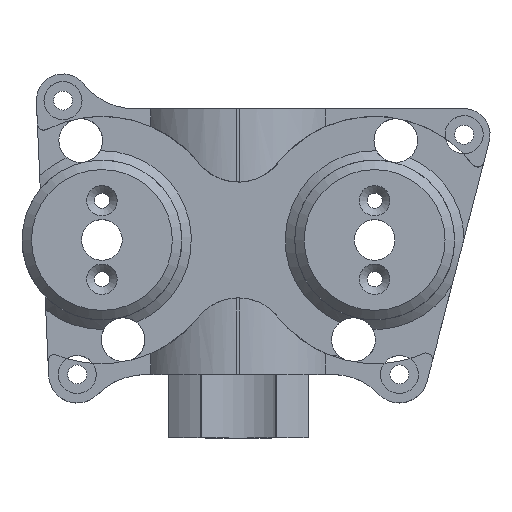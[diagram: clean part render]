
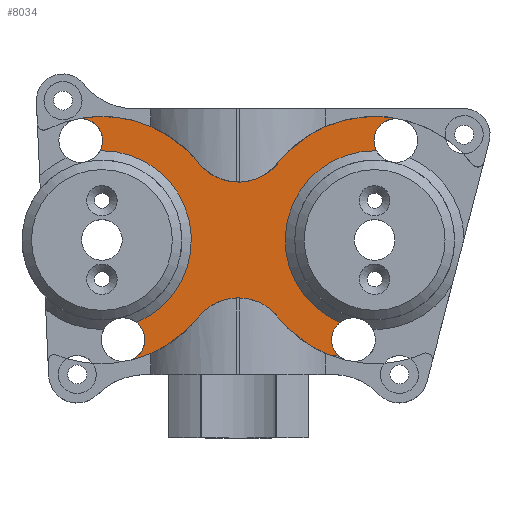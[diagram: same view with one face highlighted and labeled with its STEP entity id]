
A CAD part, top view. The second image highlights one B-rep face of the part: STEP entity #8034.
In plain terms, the highlighted planar face has unit normal (0, 0, 1).
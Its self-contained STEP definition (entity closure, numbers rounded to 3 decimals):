
#454=PLANE('',#8394);
#862=FACE_OUTER_BOUND('',#1329,.T.);
#1329=EDGE_LOOP('',(#7411,#7412,#7413,#7414,#7415,#7416,#7417,#7418,#7419,
#7420,#7421,#7422,#7423,#7424));
#3022=CIRCLE('',#8244,14.1);
#3023=CIRCLE('',#8246,14.1);
#3033=CIRCLE('',#8273,19.5);
#3034=CIRCLE('',#8275,8.);
#3037=CIRCLE('',#8279,19.5);
#3044=CIRCLE('',#8289,19.5);
#3046=CIRCLE('',#8292,8.);
#3048=CIRCLE('',#8295,19.5);
#3090=CIRCLE('',#8368,3.45);
#3094=CIRCLE('',#8376,3.45);
#3095=CIRCLE('',#8377,3.45);
#3097=CIRCLE('',#8380,3.45);
#3101=CIRCLE('',#8388,3.45);
#3103=CIRCLE('',#8390,3.45);
#3725=VERTEX_POINT('',#15235);
#3728=VERTEX_POINT('',#15246);
#3729=VERTEX_POINT('',#15255);
#3730=VERTEX_POINT('',#15266);
#3731=VERTEX_POINT('',#15275);
#3783=VERTEX_POINT('',#15891);
#3784=VERTEX_POINT('',#15896);
#3789=VERTEX_POINT('',#15917);
#3831=VERTEX_POINT('',#16456);
#3832=VERTEX_POINT('',#16458);
#3834=VERTEX_POINT('',#16464);
#3836=VERTEX_POINT('',#16470);
#3913=VERTEX_POINT('',#16861);
#3917=VERTEX_POINT('',#16881);
#4816=EDGE_CURVE('',#3728,#3729,#3022,.T.);
#4819=EDGE_CURVE('',#3730,#3731,#3023,.T.);
#4902=EDGE_CURVE('',#3725,#3783,#3033,.T.);
#4905=EDGE_CURVE('',#3783,#3784,#3034,.T.);
#4911=EDGE_CURVE('',#3784,#3789,#3037,.T.);
#4970=EDGE_CURVE('',#3832,#3831,#3044,.T.);
#4974=EDGE_CURVE('',#3831,#3834,#3046,.T.);
#4977=EDGE_CURVE('',#3834,#3836,#3048,.T.);
#5093=EDGE_CURVE('',#3730,#3832,#3090,.T.);
#5100=EDGE_CURVE('',#3728,#3913,#3094,.T.);
#5101=EDGE_CURVE('',#3913,#3725,#3095,.T.);
#5104=EDGE_CURVE('',#3789,#3731,#3097,.T.);
#5111=EDGE_CURVE('',#3836,#3917,#3101,.T.);
#5113=EDGE_CURVE('',#3917,#3729,#3103,.T.);
#7411=ORIENTED_EDGE('',*,*,#4816,.F.);
#7412=ORIENTED_EDGE('',*,*,#5100,.T.);
#7413=ORIENTED_EDGE('',*,*,#5101,.T.);
#7414=ORIENTED_EDGE('',*,*,#4902,.T.);
#7415=ORIENTED_EDGE('',*,*,#4905,.T.);
#7416=ORIENTED_EDGE('',*,*,#4911,.T.);
#7417=ORIENTED_EDGE('',*,*,#5104,.T.);
#7418=ORIENTED_EDGE('',*,*,#4819,.F.);
#7419=ORIENTED_EDGE('',*,*,#5093,.T.);
#7420=ORIENTED_EDGE('',*,*,#4970,.T.);
#7421=ORIENTED_EDGE('',*,*,#4974,.T.);
#7422=ORIENTED_EDGE('',*,*,#4977,.T.);
#7423=ORIENTED_EDGE('',*,*,#5111,.T.);
#7424=ORIENTED_EDGE('',*,*,#5113,.T.);
#8034=ADVANCED_FACE('',(#862),#454,.T.);
#8244=AXIS2_PLACEMENT_3D('',#15256,#9133,#9134);
#8246=AXIS2_PLACEMENT_3D('',#15276,#9137,#9138);
#8273=AXIS2_PLACEMENT_3D('',#15893,#9225,#9226);
#8275=AXIS2_PLACEMENT_3D('',#15898,#9231,#9232);
#8279=AXIS2_PLACEMENT_3D('',#15919,#9241,#9242);
#8289=AXIS2_PLACEMENT_3D('',#16459,#9282,#9283);
#8292=AXIS2_PLACEMENT_3D('',#16466,#9290,#9291);
#8295=AXIS2_PLACEMENT_3D('',#16472,#9297,#9298);
#8368=AXIS2_PLACEMENT_3D('',#16849,#9508,#9509);
#8376=AXIS2_PLACEMENT_3D('',#16863,#9527,#9528);
#8377=AXIS2_PLACEMENT_3D('',#16864,#9529,#9530);
#8380=AXIS2_PLACEMENT_3D('',#16869,#9536,#9537);
#8388=AXIS2_PLACEMENT_3D('',#16883,#9555,#9556);
#8390=AXIS2_PLACEMENT_3D('',#16885,#9559,#9560);
#8394=AXIS2_PLACEMENT_3D('',#16890,#9568,#9569);
#9133=DIRECTION('center_axis',(0.,0.,1.));
#9134=DIRECTION('ref_axis',(-1.,0.,0.));
#9137=DIRECTION('center_axis',(0.,0.,1.));
#9138=DIRECTION('ref_axis',(1.,0.,0.));
#9225=DIRECTION('center_axis',(0.,0.,1.));
#9226=DIRECTION('ref_axis',(1.,0.,0.));
#9231=DIRECTION('center_axis',(0.,0.,-1.));
#9232=DIRECTION('ref_axis',(-0.782,-0.624,0.));
#9241=DIRECTION('center_axis',(0.,0.,1.));
#9242=DIRECTION('ref_axis',(1.,0.,0.));
#9282=DIRECTION('center_axis',(0.,0.,1.));
#9283=DIRECTION('ref_axis',(1.,0.,0.));
#9290=DIRECTION('center_axis',(0.,0.,-1.));
#9291=DIRECTION('ref_axis',(0.782,0.624,0.));
#9297=DIRECTION('center_axis',(0.,0.,1.));
#9298=DIRECTION('ref_axis',(1.,0.,0.));
#9508=DIRECTION('center_axis',(0.,0.,-1.));
#9509=DIRECTION('ref_axis',(1.,0.,0.));
#9527=DIRECTION('center_axis',(0.,0.,-1.));
#9528=DIRECTION('ref_axis',(1.,0.,0.));
#9529=DIRECTION('center_axis',(0.,0.,-1.));
#9530=DIRECTION('ref_axis',(1.,0.,0.));
#9536=DIRECTION('center_axis',(0.,0.,-1.));
#9537=DIRECTION('ref_axis',(1.,0.,0.));
#9555=DIRECTION('center_axis',(0.,0.,-1.));
#9556=DIRECTION('ref_axis',(1.,0.,0.));
#9559=DIRECTION('center_axis',(0.,0.,-1.));
#9560=DIRECTION('ref_axis',(1.,0.,0.));
#9568=DIRECTION('center_axis',(0.,0.,1.));
#9569=DIRECTION('ref_axis',(1.,0.,0.));
#15235=CARTESIAN_POINT('',(25.554,19.074,4.));
#15246=CARTESIAN_POINT('',(21.782,14.097,4.));
#15255=CARTESIAN_POINT('',(16.023,-12.993,4.));
#15256=CARTESIAN_POINT('Origin',(21.5,0.,4.));
#15266=CARTESIAN_POINT('',(-16.023,-12.993,4.));
#15275=CARTESIAN_POINT('',(-21.782,14.097,4.));
#15276=CARTESIAN_POINT('Origin',(-21.5,0.,4.));
#15891=CARTESIAN_POINT('',(6.255,12.158,4.));
#15893=CARTESIAN_POINT('Origin',(21.5,0.,4.));
#15896=CARTESIAN_POINT('',(-6.255,12.158,4.));
#15898=CARTESIAN_POINT('Origin',(0.,17.146,
4.));
#15917=CARTESIAN_POINT('',(-25.554,19.074,4.));
#15919=CARTESIAN_POINT('Origin',(-21.5,0.,4.));
#16456=CARTESIAN_POINT('',(-6.255,-12.158,4.));
#16458=CARTESIAN_POINT('',(-17.446,-19.074,4.));
#16459=CARTESIAN_POINT('Origin',(-21.5,0.,4.));
#16464=CARTESIAN_POINT('',(6.255,-12.158,4.));
#16466=CARTESIAN_POINT('Origin',(0.,-17.146,
4.));
#16470=CARTESIAN_POINT('',(17.446,-19.074,4.));
#16472=CARTESIAN_POINT('Origin',(21.5,0.,4.));
#16849=CARTESIAN_POINT('Origin',(-18.163,-15.699,4.));
#16861=CARTESIAN_POINT('',(21.387,15.699,4.));
#16863=CARTESIAN_POINT('Origin',(24.837,15.699,4.));
#16864=CARTESIAN_POINT('Origin',(24.837,15.699,4.));
#16869=CARTESIAN_POINT('Origin',(-24.837,15.699,4.));
#16881=CARTESIAN_POINT('',(14.713,-15.699,4.));
#16883=CARTESIAN_POINT('Origin',(18.163,-15.699,4.));
#16885=CARTESIAN_POINT('Origin',(18.163,-15.699,4.));
#16890=CARTESIAN_POINT('Origin',(-24.837,15.699,4.));
